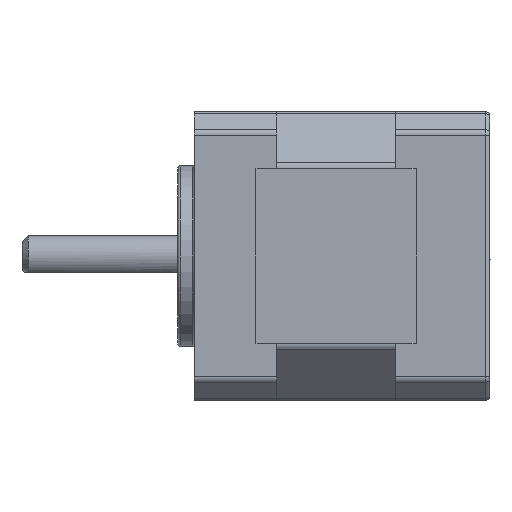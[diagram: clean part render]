
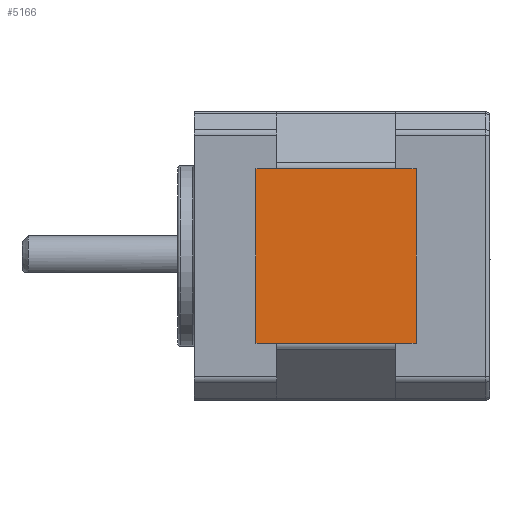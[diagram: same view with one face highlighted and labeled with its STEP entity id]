
A CAD part, left-side view. The second image highlights one B-rep face of the part: STEP entity #5166.
In plain terms, the highlighted planar face has unit normal (-1, 0, 0).
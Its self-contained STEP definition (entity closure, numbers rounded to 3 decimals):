
#48 = DIRECTION ( 'NONE',  ( 0., 0., 1. ) ) ;
#410 = VERTEX_POINT ( 'NONE', #14207 ) ;
#2195 = CARTESIAN_POINT ( 'NONE',  ( -17.598, -10., 0. ) ) ;
#2522 = FACE_OUTER_BOUND ( 'NONE', #4379, .T. ) ;
#2925 = EDGE_CURVE ( 'NONE', #15212, #31941, #4592, .T. ) ;
#2944 = LINE ( 'NONE', #3471, #6600 ) ;
#3320 = CARTESIAN_POINT ( 'NONE',  ( -17.598, -27., -10.6 ) ) ;
#3471 = CARTESIAN_POINT ( 'NONE',  ( -17.598, -10., 0. ) ) ;
#3502 = CARTESIAN_POINT ( 'NONE',  ( -17.598, -7.5, 11.1 ) ) ;
#3704 = EDGE_CURVE ( 'NONE', #21751, #11122, #25413, .T. ) ;
#4073 = VECTOR ( 'NONE', #17440, 1000. ) ;
#4151 = EDGE_CURVE ( 'NONE', #33969, #13377, #35352, .T. ) ;
#4379 = EDGE_LOOP ( 'NONE', ( #35382, #11177, #10483, #22206, #7525, #33242, #34795, #33764, #27996, #22825, #19737, #26314 ) ) ;
#4440 = CARTESIAN_POINT ( 'NONE',  ( -17.598, -10., 10.6 ) ) ;
#4592 = LINE ( 'NONE', #12899, #4982 ) ;
#4901 = CARTESIAN_POINT ( 'NONE',  ( -17.598, -27., 10.6 ) ) ;
#4982 = VECTOR ( 'NONE', #12728, 1000. ) ;
#5039 = CARTESIAN_POINT ( 'NONE',  ( -17.598, -24.5, 10.686 ) ) ;
#5166 = ADVANCED_FACE ( 'NONE', ( #2522 ), #35477, .F. ) ;
#5349 = DIRECTION ( 'NONE',  ( 0., -1., 0. ) ) ;
#5408 = VERTEX_POINT ( 'NONE', #32425 ) ;
#5445 = LINE ( 'NONE', #11224, #12658 ) ;
#6600 = VECTOR ( 'NONE', #31051, 1000. ) ;
#6795 = VECTOR ( 'NONE', #48, 1000. ) ;
#6817 = AXIS2_PLACEMENT_3D ( 'NONE', #33671, #14224, #17130 ) ;
#6889 = VECTOR ( 'NONE', #14290, 1000. ) ;
#7525 = ORIENTED_EDGE ( 'NONE', *, *, #31870, .T. ) ;
#8632 = CARTESIAN_POINT ( 'NONE',  ( -17.598, -24.5, 11.1 ) ) ;
#8709 = LINE ( 'NONE', #20069, #6889 ) ;
#9075 = VECTOR ( 'NONE', #24882, 1000. ) ;
#9273 = CARTESIAN_POINT ( 'NONE',  ( -17.598, -24.5, -10.686 ) ) ;
#10483 = ORIENTED_EDGE ( 'NONE', *, *, #4151, .F. ) ;
#10939 = EDGE_CURVE ( 'NONE', #33969, #30036, #14569, .T. ) ;
#11080 = LINE ( 'NONE', #27154, #33236 ) ;
#11122 = VERTEX_POINT ( 'NONE', #23194 ) ;
#11177 = ORIENTED_EDGE ( 'NONE', *, *, #26377, .T. ) ;
#11224 = CARTESIAN_POINT ( 'NONE',  ( -17.598, -27., -10.6 ) ) ;
#11857 = CARTESIAN_POINT ( 'NONE',  ( -17.598, -10., 10.6 ) ) ;
#12496 = EDGE_CURVE ( 'NONE', #11122, #31941, #5445, .T. ) ;
#12658 = VECTOR ( 'NONE', #16476, 1000. ) ;
#12728 = DIRECTION ( 'NONE',  ( 0., 0., -1. ) ) ;
#12899 = CARTESIAN_POINT ( 'NONE',  ( -17.598, -27., 11.1 ) ) ;
#13377 = VERTEX_POINT ( 'NONE', #15974 ) ;
#13653 = LINE ( 'NONE', #19804, #24225 ) ;
#14207 = CARTESIAN_POINT ( 'NONE',  ( -17.598, -7.5, -10.6 ) ) ;
#14224 = DIRECTION ( 'NONE',  ( 1., 0., 0. ) ) ;
#14290 = DIRECTION ( 'NONE',  ( 0., 0., -1. ) ) ;
#14569 = LINE ( 'NONE', #11857, #35069 ) ;
#15062 = VERTEX_POINT ( 'NONE', #18400 ) ;
#15212 = VERTEX_POINT ( 'NONE', #21555 ) ;
#15966 = DIRECTION ( 'NONE',  ( 0., -1., 0. ) ) ;
#15974 = CARTESIAN_POINT ( 'NONE',  ( -17.598, -10., 10.686 ) ) ;
#16084 = LINE ( 'NONE', #4901, #18318 ) ;
#16476 = DIRECTION ( 'NONE',  ( 0., -1., 0. ) ) ;
#17130 = DIRECTION ( 'NONE',  ( 0., 0., -1. ) ) ;
#17440 = DIRECTION ( 'NONE',  ( 0., 1., 0. ) ) ;
#17592 = CARTESIAN_POINT ( 'NONE',  ( -17.598, -24.5, 10.6 ) ) ;
#18318 = VECTOR ( 'NONE', #27088, 1000. ) ;
#18400 = CARTESIAN_POINT ( 'NONE',  ( -17.598, -10., -10.686 ) ) ;
#19646 = VECTOR ( 'NONE', #30901, 1000. ) ;
#19737 = ORIENTED_EDGE ( 'NONE', *, *, #2925, .F. ) ;
#19804 = CARTESIAN_POINT ( 'NONE',  ( -17.598, -10., -10.6 ) ) ;
#20069 = CARTESIAN_POINT ( 'NONE',  ( -17.598, -24.5, 11.1 ) ) ;
#21555 = CARTESIAN_POINT ( 'NONE',  ( -17.598, -27., 10.6 ) ) ;
#21751 = VERTEX_POINT ( 'NONE', #9273 ) ;
#22206 = ORIENTED_EDGE ( 'NONE', *, *, #10939, .T. ) ;
#22396 = CARTESIAN_POINT ( 'NONE',  ( -17.598, -7.5, 10.6 ) ) ;
#22825 = ORIENTED_EDGE ( 'NONE', *, *, #12496, .T. ) ;
#22840 = CARTESIAN_POINT ( 'NONE',  ( -17.598, -27., 10.686 ) ) ;
#22843 = EDGE_CURVE ( 'NONE', #15212, #32605, #16084, .T. ) ;
#23194 = CARTESIAN_POINT ( 'NONE',  ( -17.598, -24.5, -10.6 ) ) ;
#23367 = LINE ( 'NONE', #22840, #4073 ) ;
#24225 = VECTOR ( 'NONE', #5349, 1000. ) ;
#24882 = DIRECTION ( 'NONE',  ( 0., 0., 1. ) ) ;
#25413 = LINE ( 'NONE', #8632, #9075 ) ;
#25440 = EDGE_CURVE ( 'NONE', #30384, #32605, #8709, .T. ) ;
#26047 = LINE ( 'NONE', #3502, #19646 ) ;
#26314 = ORIENTED_EDGE ( 'NONE', *, *, #22843, .T. ) ;
#26377 = EDGE_CURVE ( 'NONE', #30384, #13377, #23367, .T. ) ;
#27088 = DIRECTION ( 'NONE',  ( 0., 1., 0. ) ) ;
#27154 = CARTESIAN_POINT ( 'NONE',  ( -17.598, -27., -10.686 ) ) ;
#27996 = ORIENTED_EDGE ( 'NONE', *, *, #3704, .T. ) ;
#28370 = EDGE_CURVE ( 'NONE', #15062, #21751, #11080, .T. ) ;
#30036 = VERTEX_POINT ( 'NONE', #22396 ) ;
#30384 = VERTEX_POINT ( 'NONE', #5039 ) ;
#30901 = DIRECTION ( 'NONE',  ( 0., 0., -1. ) ) ;
#31051 = DIRECTION ( 'NONE',  ( 0., 0., -1. ) ) ;
#31510 = EDGE_CURVE ( 'NONE', #410, #5408, #13653, .T. ) ;
#31870 = EDGE_CURVE ( 'NONE', #30036, #410, #26047, .T. ) ;
#31941 = VERTEX_POINT ( 'NONE', #3320 ) ;
#32425 = CARTESIAN_POINT ( 'NONE',  ( -17.598, -10., -10.6 ) ) ;
#32605 = VERTEX_POINT ( 'NONE', #17592 ) ;
#33129 = DIRECTION ( 'NONE',  ( 0., 1., 0. ) ) ;
#33236 = VECTOR ( 'NONE', #15966, 1000. ) ;
#33242 = ORIENTED_EDGE ( 'NONE', *, *, #31510, .T. ) ;
#33671 = CARTESIAN_POINT ( 'NONE',  ( -17.598, -27., 11.1 ) ) ;
#33764 = ORIENTED_EDGE ( 'NONE', *, *, #28370, .T. ) ;
#33969 = VERTEX_POINT ( 'NONE', #4440 ) ;
#34091 = EDGE_CURVE ( 'NONE', #5408, #15062, #2944, .T. ) ;
#34795 = ORIENTED_EDGE ( 'NONE', *, *, #34091, .T. ) ;
#35069 = VECTOR ( 'NONE', #33129, 1000. ) ;
#35352 = LINE ( 'NONE', #2195, #6795 ) ;
#35382 = ORIENTED_EDGE ( 'NONE', *, *, #25440, .F. ) ;
#35477 = PLANE ( 'NONE',  #6817 ) ;
